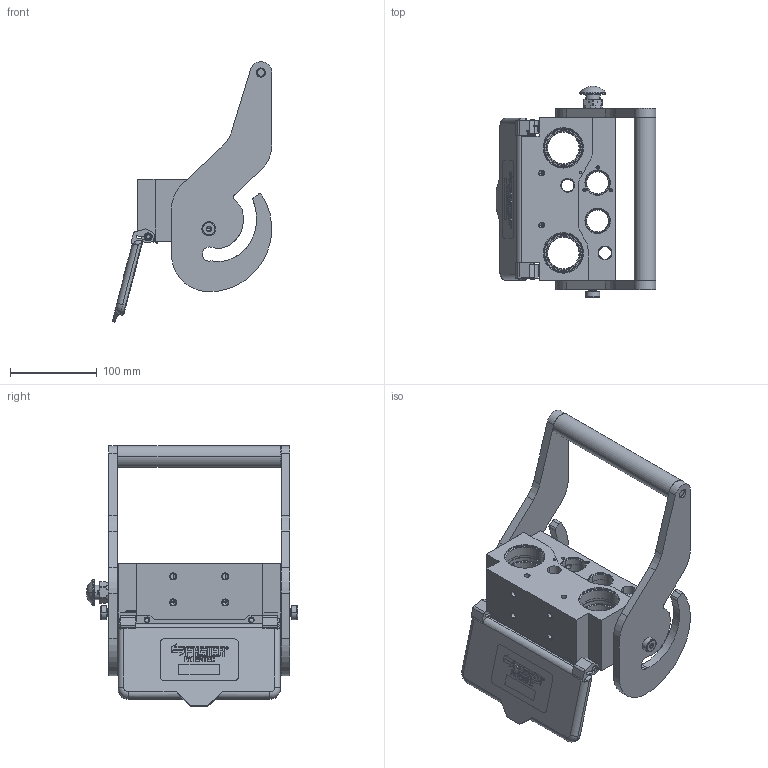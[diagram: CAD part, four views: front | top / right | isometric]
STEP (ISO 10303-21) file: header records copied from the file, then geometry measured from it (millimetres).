
FILE_DESCRIPTION (( 'STEP AP214' ), '1' );
FILE_NAME ('FASTER.step', '2025-03-19T07:03:47', ( '' ), ( '' ), 'SwSTEP 2.0', 'SolidWorks 2017', '' );
FILE_SCHEMA (( 'AUTOMOTIVE_DESIGN' ));
Length unit declared in the file: millimetre
Products named in the file (23): 4830_001_0005_301.prt; et011; Copia di 4860_024_0000_020.prt; 4860_024_0002_000.asm; sicura_p5.asm; P4A_F_BASE; 4860_013_0000_000.prt; FASTER; 4850_050_0000_000.prt; Copia di 4860_024_0000_010.prt; 4860_024_0002_000; 4830_001_0005_300.prt; 4830_001_0004_000.prt; 4860_020_0003_000.prt; 4830_022_0000_011.prt; 4830_070_0000_001.prt; Copia di 0048_042_0412_001.prt; Copia di 4840_027_0000_001.prt; 4830_025_2000_000.prt; 4850_001_0001_005.prt; Copia di or1_5x7_m.prt; Copia di 4830_025_0000_001.prt; 4830_025_1000_000.prt
Assembly tree (25 placements, depth 4):
  FASTER
    P4A_F_BASE
      4860_020_0003_000.prt
      4860_013_0000_000.prt  x2
      4830_001_0004_000.prt  x2
      4850_050_0000_000.prt  x2
      4830_001_0005_301.prt
      4850_001_0001_005.prt
      4830_001_0005_300.prt
    4860_024_0002_000
      4860_024_0002_000.asm
        Copia di 4840_027_0000_001.prt
        Copia di 4860_024_0000_010.prt
        Copia di 4860_024_0000_020.prt
      4830_025_1000_000.prt
      sicura_p5.asm
        Copia di 4830_025_0000_001.prt
        Copia di or1_5x7_m.prt
        Copia di 0048_042_0412_001.prt
      4830_070_0000_001.prt
      4830_022_0000_011.prt
      4830_025_2000_000.prt
    et011
Bounding box: 183.81 x 243.58 x 300.14 mm (x, y, z)
Volume: 351911.1 mm3; surface area: 312242.5 mm2
Topology: 16 solids, 38 shells, 2666 faces, 7000 edges, 4512 vertices
Faces by surface type: plane 1734, cylinder 477, bspline 169, cone 165, torus 106, sphere 15
Entity records: 105945 total; most frequent: CARTESIAN_POINT 42078, ORIENTED_EDGE 13556, DIRECTION 12062, EDGE_CURVE 6815, LINE 5060, VECTOR 5060, VERTEX_POINT 4409, AXIS2_PLACEMENT_3D 3501
